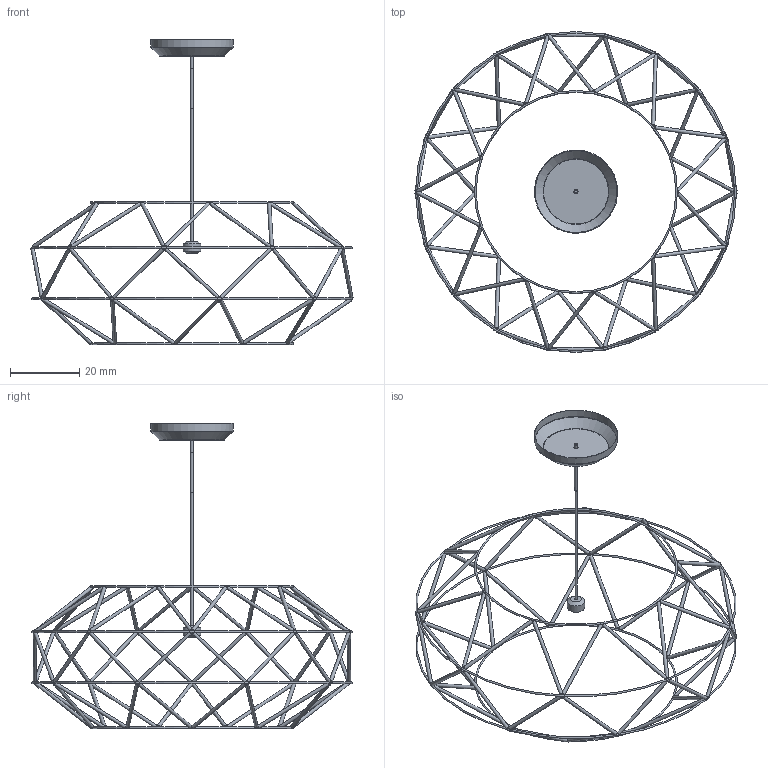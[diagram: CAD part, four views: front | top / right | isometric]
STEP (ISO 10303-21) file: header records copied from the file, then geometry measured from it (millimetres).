
FILE_DESCRIPTION(/* description */ (''),/* implementation_level */ '2;1');
FILE_NAME(/* name */ 'euclide_920_SOSPENSIONE.stp',/* time_stamp */ '2023-02-07T17:00:55+01:00',/* author */ (''),/* organization */ (''),/* preprocessor_version */ 'ST-DEVELOPER v15',/* originating_system */ 'SIEMENS PLM Software NX 9.0',/* authorisation */ '');
FILE_SCHEMA (('AP203_CONFIGURATION_CONTROLLED_3D_DESIGN_OF_MECHANICAL_PARTS_AND_ASSEMBLIES_MIM_LF { 1 0 10303 403 2 1 2}'));
Length unit declared in the file: millimetre
Products named in the file (1): Gera194CEC76peij
Bounding box: 92.86 x 92.5 x 88 mm (x, y, z)
Volume: 1312.1 mm3; surface area: 7082.7 mm2
Topology: 44 solids, 44 shells, 244 faces, 426 edges, 263 vertices
Faces by surface type: plane 117, torus 62, cylinder 59, cone 6
Full cylindrical faces by diameter (mm): 0.7 x1, 0.8 x1, 1 x55, 1.2 x1, 5 x1
Entity records: 7716 total; most frequent: CARTESIAN_POINT 3767, DIRECTION 840, ORIENTED_EDGE 584, AXIS2_PLACEMENT_3D 411, EDGE_LOOP 314, EDGE_CURVE 292, ADVANCED_FACE 244, VERTEX_POINT 206
